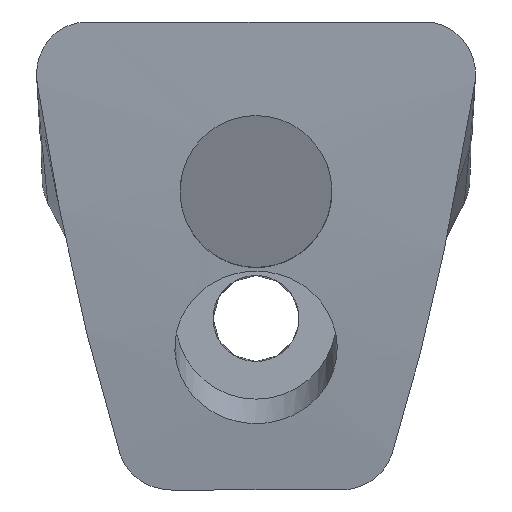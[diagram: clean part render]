
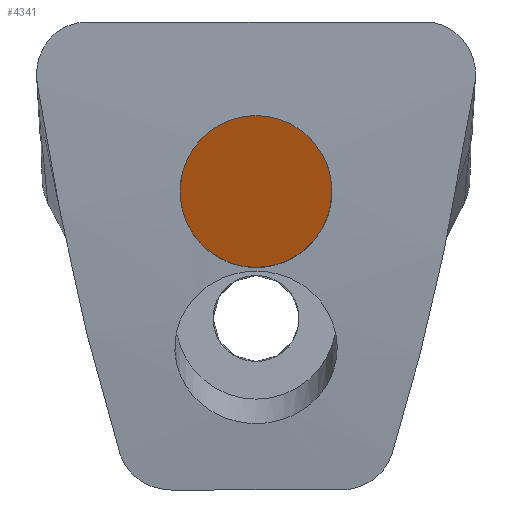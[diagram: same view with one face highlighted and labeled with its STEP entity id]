
A CAD part, top view. The second image highlights one B-rep face of the part: STEP entity #4341.
In plain terms, the highlighted planar face has unit normal (0, -0.379, 0.925).
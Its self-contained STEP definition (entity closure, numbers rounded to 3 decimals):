
#2047 = CYLINDRICAL_SURFACE('',#2048,3.);
#2048 = AXIS2_PLACEMENT_3D('',#2049,#2050,#2051);
#2049 = CARTESIAN_POINT('',(0.,-292.,32.));
#2050 = DIRECTION('',(0.,0.,1.));
#2051 = DIRECTION('',(1.,0.,0.));
#2635 = EDGE_CURVE('',#2636,#2638,#2640,.T.);
#2636 = VERTEX_POINT('',#2637);
#2637 = CARTESIAN_POINT('',(0.,-289.,
    29.93));
#2638 = VERTEX_POINT('',#2639);
#2639 = CARTESIAN_POINT('',(3.,-292.,28.7));
#2640 = SURFACE_CURVE('',#2641,(#2646,#2680),.PCURVE_S1.);
#2641 = ELLIPSE('',#2642,3.242,3.);
#2642 = AXIS2_PLACEMENT_3D('',#2643,#2644,#2645);
#2643 = CARTESIAN_POINT('',(0.,-292.,28.7));
#2644 = DIRECTION('',(0.,0.379,-0.925)
  );
#2645 = DIRECTION('',(0.,0.925,0.379));
#2646 = PCURVE('',#2047,#2647);
#2647 = DEFINITIONAL_REPRESENTATION('',(#2648),#2679);
#2648 = B_SPLINE_CURVE_WITH_KNOTS('',8,(#2649,#2650,#2651,#2652,#2653,
    #2654,#2655,#2656,#2657,#2658,#2659,#2660,#2661,#2662,#2663,#2664,
    #2665,#2666,#2667,#2668,#2669,#2670,#2671,#2672,#2673,#2674,#2675,
    #2676,#2677,#2678),.UNSPECIFIED.,.F.,.F.,(9,7,7,7,9),(1.571
    ,3.142,4.32,6.087,7.854),
  .UNSPECIFIED.);
#2649 = CARTESIAN_POINT('',(6.283,-3.3));
#2650 = CARTESIAN_POINT('',(6.087,-3.541));
#2651 = CARTESIAN_POINT('',(5.89,-3.783));
#2652 = CARTESIAN_POINT('',(5.694,-4.01));
#2653 = CARTESIAN_POINT('',(5.498,-4.209));
#2654 = CARTESIAN_POINT('',(5.301,-4.367));
#2655 = CARTESIAN_POINT('',(5.105,-4.476));
#2656 = CARTESIAN_POINT('',(4.909,-4.53));
#2657 = CARTESIAN_POINT('',(4.565,-4.53));
#2658 = CARTESIAN_POINT('',(4.418,-4.499));
#2659 = CARTESIAN_POINT('',(4.271,-4.438));
#2660 = CARTESIAN_POINT('',(4.123,-4.348));
#2661 = CARTESIAN_POINT('',(3.976,-4.232));
#2662 = CARTESIAN_POINT('',(3.829,-4.094));
#2663 = CARTESIAN_POINT('',(3.682,-3.938));
#2664 = CARTESIAN_POINT('',(3.313,-3.52));
#2665 = CARTESIAN_POINT('',(3.093,-3.242));
#2666 = CARTESIAN_POINT('',(2.872,-2.958));
#2667 = CARTESIAN_POINT('',(2.651,-2.687));
#2668 = CARTESIAN_POINT('',(2.43,-2.451));
#2669 = CARTESIAN_POINT('',(2.209,-2.267));
#2670 = CARTESIAN_POINT('',(1.988,-2.147));
#2671 = CARTESIAN_POINT('',(1.546,-2.041));
#2672 = CARTESIAN_POINT('',(1.325,-2.055));
#2673 = CARTESIAN_POINT('',(1.104,-2.141));
#2674 = CARTESIAN_POINT('',(0.884,-2.294));
#2675 = CARTESIAN_POINT('',(0.663,-2.505));
#2676 = CARTESIAN_POINT('',(0.442,-2.757));
#2677 = CARTESIAN_POINT('',(0.221,-3.028));
#2678 = CARTESIAN_POINT('',(0.,-3.3));
#2679 = ( GEOMETRIC_REPRESENTATION_CONTEXT(2) 
PARAMETRIC_REPRESENTATION_CONTEXT() REPRESENTATION_CONTEXT('2D SPACE',''
  ) );
#2680 = PCURVE('',#2681,#2686);
#2681 = PLANE('',#2682);
#2682 = AXIS2_PLACEMENT_3D('',#2683,#2684,#2685);
#2683 = CARTESIAN_POINT('',(37.782,-296.,27.06));
#2684 = DIRECTION('',(0.,0.379,-0.925)
  );
#2685 = DIRECTION('',(0.,0.925,0.379)
  );
#2686 = DEFINITIONAL_REPRESENTATION('',(#2687),#2691);
#2687 = ELLIPSE('',#2688,3.242,3.);
#2688 = AXIS2_PLACEMENT_2D('',#2689,#2690);
#2689 = CARTESIAN_POINT('',(4.323,-37.782));
#2690 = DIRECTION('',(1.,0.));
#2691 = ( GEOMETRIC_REPRESENTATION_CONTEXT(2) 
PARAMETRIC_REPRESENTATION_CONTEXT() REPRESENTATION_CONTEXT('2D SPACE',''
  ) );
#3418 = EDGE_CURVE('',#2638,#2636,#3419,.T.);
#3419 = SURFACE_CURVE('',#3420,(#3425,#3459),.PCURVE_S1.);
#3420 = ELLIPSE('',#3421,3.242,3.);
#3421 = AXIS2_PLACEMENT_3D('',#3422,#3423,#3424);
#3422 = CARTESIAN_POINT('',(0.,-292.,28.7));
#3423 = DIRECTION('',(0.,0.379,-0.925)
  );
#3424 = DIRECTION('',(0.,0.925,0.379));
#3425 = PCURVE('',#2047,#3426);
#3426 = DEFINITIONAL_REPRESENTATION('',(#3427),#3458);
#3427 = B_SPLINE_CURVE_WITH_KNOTS('',8,(#3428,#3429,#3430,#3431,#3432,
    #3433,#3434,#3435,#3436,#3437,#3438,#3439,#3440,#3441,#3442,#3443,
    #3444,#3445,#3446,#3447,#3448,#3449,#3450,#3451,#3452,#3453,#3454,
    #3455,#3456,#3457),.UNSPECIFIED.,.F.,.F.,(9,7,7,7,9),(1.571
    ,3.142,4.32,6.087,7.854),
  .UNSPECIFIED.);
#3428 = CARTESIAN_POINT('',(6.283,-3.3));
#3429 = CARTESIAN_POINT('',(6.087,-3.541));
#3430 = CARTESIAN_POINT('',(5.89,-3.783));
#3431 = CARTESIAN_POINT('',(5.694,-4.01));
#3432 = CARTESIAN_POINT('',(5.498,-4.209));
#3433 = CARTESIAN_POINT('',(5.301,-4.367));
#3434 = CARTESIAN_POINT('',(5.105,-4.476));
#3435 = CARTESIAN_POINT('',(4.909,-4.53));
#3436 = CARTESIAN_POINT('',(4.565,-4.53));
#3437 = CARTESIAN_POINT('',(4.418,-4.499));
#3438 = CARTESIAN_POINT('',(4.271,-4.438));
#3439 = CARTESIAN_POINT('',(4.123,-4.348));
#3440 = CARTESIAN_POINT('',(3.976,-4.232));
#3441 = CARTESIAN_POINT('',(3.829,-4.094));
#3442 = CARTESIAN_POINT('',(3.682,-3.938));
#3443 = CARTESIAN_POINT('',(3.313,-3.52));
#3444 = CARTESIAN_POINT('',(3.093,-3.242));
#3445 = CARTESIAN_POINT('',(2.872,-2.958));
#3446 = CARTESIAN_POINT('',(2.651,-2.687));
#3447 = CARTESIAN_POINT('',(2.43,-2.451));
#3448 = CARTESIAN_POINT('',(2.209,-2.267));
#3449 = CARTESIAN_POINT('',(1.988,-2.147));
#3450 = CARTESIAN_POINT('',(1.546,-2.041));
#3451 = CARTESIAN_POINT('',(1.325,-2.055));
#3452 = CARTESIAN_POINT('',(1.104,-2.141));
#3453 = CARTESIAN_POINT('',(0.884,-2.294));
#3454 = CARTESIAN_POINT('',(0.663,-2.505));
#3455 = CARTESIAN_POINT('',(0.442,-2.757));
#3456 = CARTESIAN_POINT('',(0.221,-3.028));
#3457 = CARTESIAN_POINT('',(0.,-3.3));
#3458 = ( GEOMETRIC_REPRESENTATION_CONTEXT(2) 
PARAMETRIC_REPRESENTATION_CONTEXT() REPRESENTATION_CONTEXT('2D SPACE',''
  ) );
#3459 = PCURVE('',#2681,#3460);
#3460 = DEFINITIONAL_REPRESENTATION('',(#3461),#3465);
#3461 = ELLIPSE('',#3462,3.242,3.);
#3462 = AXIS2_PLACEMENT_2D('',#3463,#3464);
#3463 = CARTESIAN_POINT('',(4.323,-37.782));
#3464 = DIRECTION('',(1.,0.));
#3465 = ( GEOMETRIC_REPRESENTATION_CONTEXT(2) 
PARAMETRIC_REPRESENTATION_CONTEXT() REPRESENTATION_CONTEXT('2D SPACE',''
  ) );
#4341 = ADVANCED_FACE('',(#4342),#2681,.F.);
#4342 = FACE_BOUND('',#4343,.F.);
#4343 = EDGE_LOOP('',(#4344,#4345));
#4344 = ORIENTED_EDGE('',*,*,#3418,.T.);
#4345 = ORIENTED_EDGE('',*,*,#2635,.T.);
